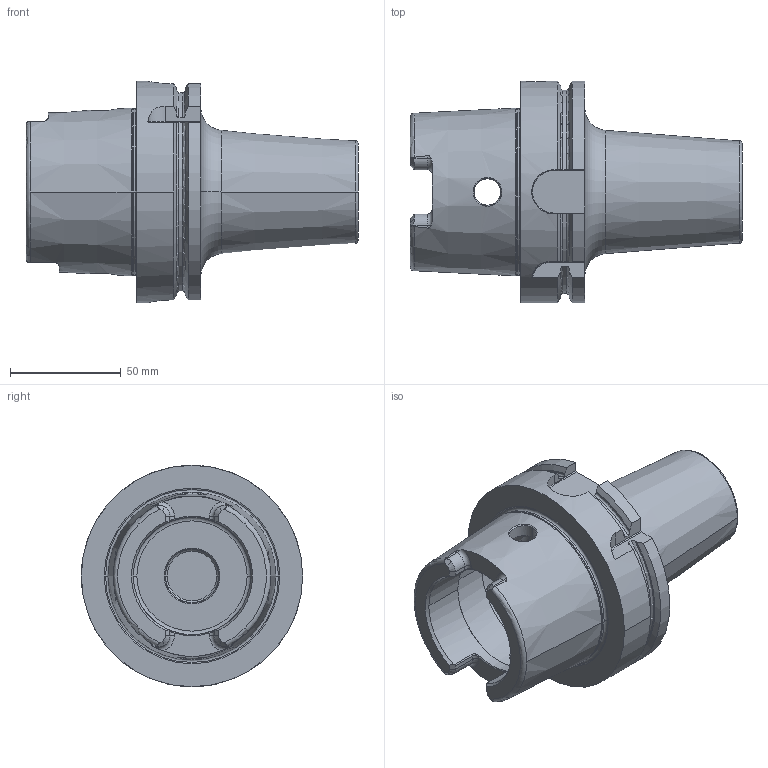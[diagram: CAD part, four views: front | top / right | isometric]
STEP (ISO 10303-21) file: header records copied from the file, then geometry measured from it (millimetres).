
FILE_DESCRIPTION((''),'2;1');
FILE_NAME('A100-140-16-6','2011-09-13T',('mei'),(''),'PRO/ENGINEER BY PARAMETRIC TECHNOLOGY CORPORATION, 2010430','PRO/ENGINEER BY PARAMETRIC TECHNOLOGY CORPORATION, 2010430','');
FILE_SCHEMA(('CONFIG_CONTROL_DESIGN'));
Length unit declared in the file: millimetre
Products named in the file (1): A100-140-16-6
Bounding box: 150 x 100 x 100 mm (x, y, z)
Volume: 396326.4 mm3; surface area: 62784.7 mm2
Topology: 1 solids, 3 shells, 172 faces, 433 edges, 265 vertices
Faces by surface type: plane 50, cylinder 49, torus 32, cone 31, bspline 8, extrusion 2
Entity records: 6578 total; most frequent: CARTESIAN_POINT 2495, ORIENTED_EDGE 858, DIRECTION 834, EDGE_CURVE 433, AXIS2_PLACEMENT_3D 328, VERTEX_POINT 265, VECTOR 178, EDGE_LOOP 178
